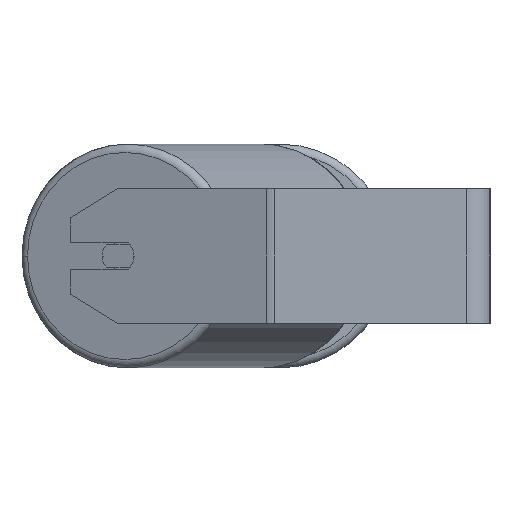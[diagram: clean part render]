
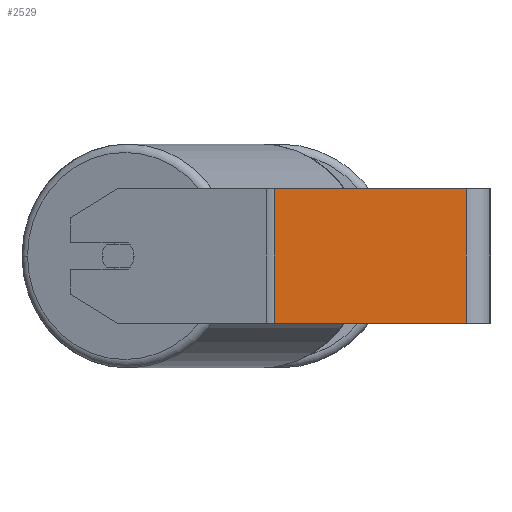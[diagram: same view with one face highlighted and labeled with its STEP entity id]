
A CAD part, left-side view. The second image highlights one B-rep face of the part: STEP entity #2529.
In plain terms, the highlighted planar face has unit normal (-1, 0, 0).
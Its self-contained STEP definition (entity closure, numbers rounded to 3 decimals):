
#10 = DIRECTION ( 'NONE',  ( 0., 0., -1. ) ) ;
#317 = DIRECTION ( 'NONE',  ( 1., 0., 0. ) ) ;
#659 = VERTEX_POINT ( 'NONE', #995 ) ;
#995 = CARTESIAN_POINT ( 'NONE',  ( -425., 14., 40. ) ) ;
#999 = VERTEX_POINT ( 'NONE', #3954 ) ;
#1956 = ORIENTED_EDGE ( 'NONE', *, *, #8369, .F. ) ;
#2240 = VECTOR ( 'NONE', #3075, 1000. ) ;
#2423 = VERTEX_POINT ( 'NONE', #5190 ) ;
#2529 = ADVANCED_FACE ( 'NONE', ( #3814 ), #7045, .F. ) ;
#3075 = DIRECTION ( 'NONE',  ( 0., -1., 0. ) ) ;
#3733 = LINE ( 'NONE', #6565, #2240 ) ;
#3814 = FACE_OUTER_BOUND ( 'NONE', #4020, .T. ) ;
#3918 = CARTESIAN_POINT ( 'NONE',  ( -425., 128.09, 40. ) ) ;
#3954 = CARTESIAN_POINT ( 'NONE',  ( -425., 128.09, 40. ) ) ;
#4020 = EDGE_LOOP ( 'NONE', ( #7652, #8397, #1956, #4400 ) ) ;
#4186 = VECTOR ( 'NONE', #8527, 1000. ) ;
#4400 = ORIENTED_EDGE ( 'NONE', *, *, #7687, .T. ) ;
#4519 = EDGE_CURVE ( 'NONE', #659, #4759, #8656, .T. ) ;
#4755 = LINE ( 'NONE', #3918, #6198 ) ;
#4759 = VERTEX_POINT ( 'NONE', #5741 ) ;
#5190 = CARTESIAN_POINT ( 'NONE',  ( -425., 128.09, -40. ) ) ;
#5214 = EDGE_CURVE ( 'NONE', #2423, #4759, #5778, .T. ) ;
#5335 = VECTOR ( 'NONE', #8428, 1000. ) ;
#5729 = CARTESIAN_POINT ( 'NONE',  ( -425., 130.559, -40. ) ) ;
#5741 = CARTESIAN_POINT ( 'NONE',  ( -425., 14., -40. ) ) ;
#5764 = CARTESIAN_POINT ( 'NONE',  ( -425., 130.559, 40. ) ) ;
#5778 = LINE ( 'NONE', #5729, #5335 ) ;
#6198 = VECTOR ( 'NONE', #10, 1000. ) ;
#6512 = DIRECTION ( 'NONE',  ( 0., 0., -1. ) ) ;
#6532 = CARTESIAN_POINT ( 'NONE',  ( -425., 14., 40. ) ) ;
#6565 = CARTESIAN_POINT ( 'NONE',  ( -425., 130.559, 40. ) ) ;
#7045 = PLANE ( 'NONE',  #7271 ) ;
#7271 = AXIS2_PLACEMENT_3D ( 'NONE', #5764, #317, #6512 ) ;
#7652 = ORIENTED_EDGE ( 'NONE', *, *, #5214, .T. ) ;
#7687 = EDGE_CURVE ( 'NONE', #999, #2423, #4755, .T. ) ;
#8369 = EDGE_CURVE ( 'NONE', #999, #659, #3733, .T. ) ;
#8397 = ORIENTED_EDGE ( 'NONE', *, *, #4519, .F. ) ;
#8428 = DIRECTION ( 'NONE',  ( 0., -1., 0. ) ) ;
#8527 = DIRECTION ( 'NONE',  ( 0., 0., -1. ) ) ;
#8656 = LINE ( 'NONE', #6532, #4186 ) ;
